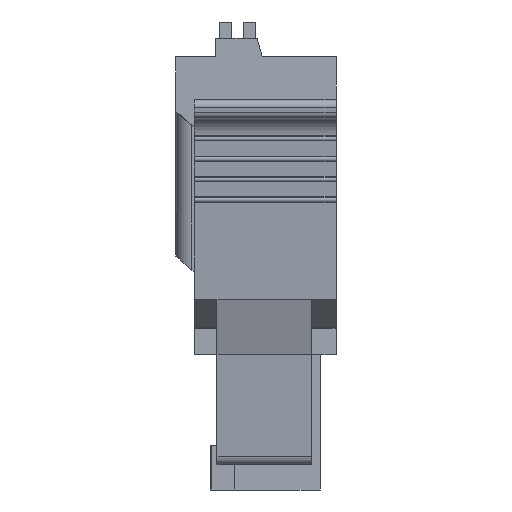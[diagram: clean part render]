
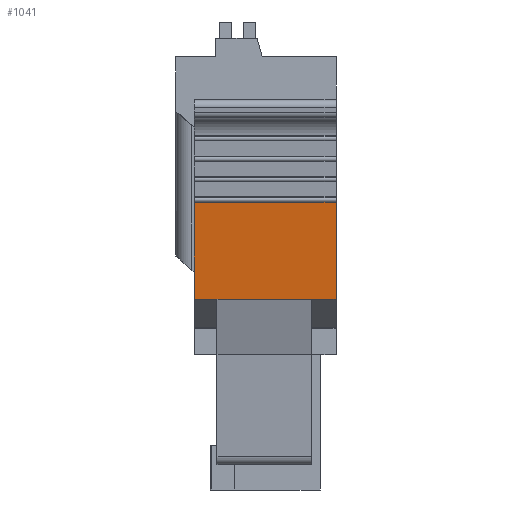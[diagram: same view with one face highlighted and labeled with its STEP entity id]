
A CAD part, left-side view. The second image highlights one B-rep face of the part: STEP entity #1041.
In plain terms, the highlighted planar face has unit normal (-0.995, 0, -0.101).
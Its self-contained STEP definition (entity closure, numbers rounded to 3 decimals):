
#1041 = ADVANCED_FACE( '', ( #2391 ), #2392, .F. );
#2391 = FACE_OUTER_BOUND( '', #4112, .T. );
#2392 = PLANE( '', #4113 );
#4112 = EDGE_LOOP( '', ( #6920, #6921, #6922, #6923, #6924, #6925 ) );
#4113 = AXIS2_PLACEMENT_3D( '', #6926, #6927, #6928 );
#6920 = ORIENTED_EDGE( '', *, *, #10950, .F. );
#6921 = ORIENTED_EDGE( '', *, *, #11762, .T. );
#6922 = ORIENTED_EDGE( '', *, *, #11763, .T. );
#6923 = ORIENTED_EDGE( '', *, *, #11764, .F. );
#6924 = ORIENTED_EDGE( '', *, *, #11765, .T. );
#6925 = ORIENTED_EDGE( '', *, *, #11766, .F. );
#6926 = CARTESIAN_POINT( '', ( -8.125, -2.7, 3.415 ) );
#6927 = DIRECTION( '', ( 0.995, 0., 0.101 ) );
#6928 = DIRECTION( '', ( 0.101, 0., -0.995 ) );
#10950 = EDGE_CURVE( '', #13247, #13242, #13249, .T. );
#11762 = EDGE_CURVE( '', #13247, #14622, #14623, .T. );
#11763 = EDGE_CURVE( '', #14622, #14624, #14625, .T. );
#11764 = EDGE_CURVE( '', #14243, #14624, #14626, .T. );
#11765 = EDGE_CURVE( '', #14243, #14627, #14628, .T. );
#11766 = EDGE_CURVE( '', #13242, #14627, #14629, .T. );
#13242 = VERTEX_POINT( '', #16591 );
#13247 = VERTEX_POINT( '', #16598 );
#13249 = LINE( '', #16601, #16602 );
#14243 = VERTEX_POINT( '', #18010 );
#14622 = VERTEX_POINT( '', #18577 );
#14623 = LINE( '', #18578, #18579 );
#14624 = VERTEX_POINT( '', #18580 );
#14625 = LINE( '', #18581, #18582 );
#14626 = LINE( '', #18583, #18584 );
#14627 = VERTEX_POINT( '', #18585 );
#14628 = LINE( '', #18586, #18587 );
#14629 = LINE( '', #18588, #18589 );
#16591 = CARTESIAN_POINT( '', ( -7.799, -3.9, 0.202 ) );
#16598 = CARTESIAN_POINT( '', ( -7.799, 3., 0.202 ) );
#16601 = CARTESIAN_POINT( '', ( -7.799, 3., 0.202 ) );
#16602 = VECTOR( '', #21068, 1000. );
#18010 = CARTESIAN_POINT( '', ( -7.315, -2.7, -4.561 ) );
#18577 = CARTESIAN_POINT( '', ( -7.315, 3., -4.561 ) );
#18578 = CARTESIAN_POINT( '', ( -8.125, 3., 3.415 ) );
#18579 = VECTOR( '', #21912, 1000. );
#18580 = CARTESIAN_POINT( '', ( -7.315, 1.9, -4.561 ) );
#18581 = CARTESIAN_POINT( '', ( -7.315, 3., -4.561 ) );
#18582 = VECTOR( '', #21913, 1000. );
#18583 = CARTESIAN_POINT( '', ( -7.315, -2.7, -4.561 ) );
#18584 = VECTOR( '', #21914, 1000. );
#18585 = CARTESIAN_POINT( '', ( -7.315, -3.9, -4.561 ) );
#18586 = CARTESIAN_POINT( '', ( -7.315, 3., -4.561 ) );
#18587 = VECTOR( '', #21915, 1000. );
#18588 = CARTESIAN_POINT( '', ( -8.125, -3.9, 3.415 ) );
#18589 = VECTOR( '', #21916, 1000. );
#21068 = DIRECTION( '', ( 0., -1., 0. ) );
#21912 = DIRECTION( '', ( 0.101, 0., -0.995 ) );
#21913 = DIRECTION( '', ( 0., -1., 0. ) );
#21914 = DIRECTION( '', ( 0., 1., 0. ) );
#21915 = DIRECTION( '', ( 0., -1., 0. ) );
#21916 = DIRECTION( '', ( 0.101, 0., -0.995 ) );
